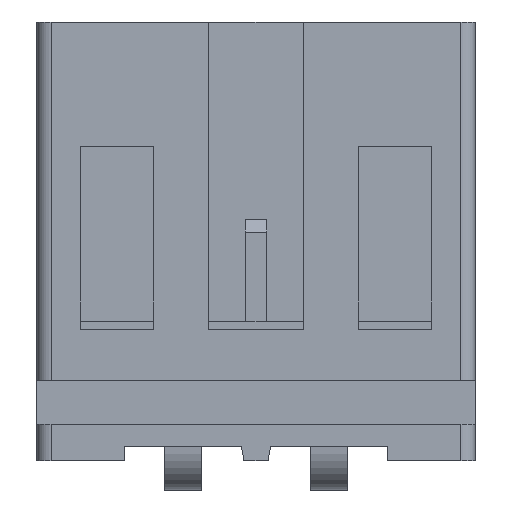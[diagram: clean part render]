
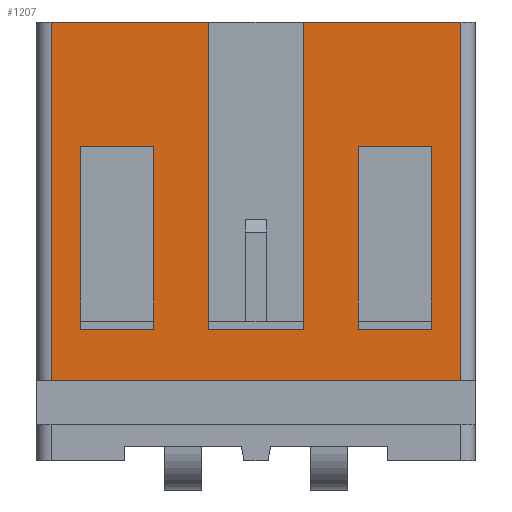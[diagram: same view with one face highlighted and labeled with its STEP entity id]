
A CAD part, front view. The second image highlights one B-rep face of the part: STEP entity #1207.
In plain terms, the highlighted planar face has unit normal (0, -1, 0).
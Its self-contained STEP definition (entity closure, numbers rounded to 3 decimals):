
#521 = EDGE_CURVE('',#522,#524,#526,.T.);
#522 = VERTEX_POINT('',#523);
#523 = CARTESIAN_POINT('',(-0.65,-2.35,1.8));
#524 = VERTEX_POINT('',#525);
#525 = CARTESIAN_POINT('',(0.65,-2.35,1.8));
#526 = LINE('',#527,#528);
#527 = CARTESIAN_POINT('',(-0.65,-2.35,1.8));
#528 = VECTOR('',#529,1.);
#529 = DIRECTION('',(1.,0.,0.));
#548 = VERTEX_POINT('',#549);
#549 = CARTESIAN_POINT('',(1.4,-2.35,1.8));
#555 = EDGE_CURVE('',#556,#548,#558,.T.);
#556 = VERTEX_POINT('',#557);
#557 = CARTESIAN_POINT('',(2.4,-2.35,1.8));
#558 = LINE('',#559,#560);
#559 = CARTESIAN_POINT('',(2.4,-2.35,1.8));
#560 = VECTOR('',#561,1.);
#561 = DIRECTION('',(-1.,0.,0.));
#658 = VERTEX_POINT('',#659);
#659 = CARTESIAN_POINT('',(-2.4,-2.35,1.8));
#665 = EDGE_CURVE('',#666,#658,#668,.T.);
#666 = VERTEX_POINT('',#667);
#667 = CARTESIAN_POINT('',(-1.4,-2.35,1.8));
#668 = LINE('',#669,#670);
#669 = CARTESIAN_POINT('',(-1.4,-2.35,1.8));
#670 = VECTOR('',#671,1.);
#671 = DIRECTION('',(-1.,0.,0.));
#1207 = ADVANCED_FACE('',(#1208,#1265,#1290),#1315,.F.);
#1208 = FACE_BOUND('',#1209,.F.);
#1209 = EDGE_LOOP('',(#1210,#1220,#1228,#1236,#1242,#1243,#1251,#1259));
#1210 = ORIENTED_EDGE('',*,*,#1211,.T.);
#1211 = EDGE_CURVE('',#1212,#1214,#1216,.T.);
#1212 = VERTEX_POINT('',#1213);
#1213 = CARTESIAN_POINT('',(2.8,-2.35,1.1));
#1214 = VERTEX_POINT('',#1215);
#1215 = CARTESIAN_POINT('',(-2.8,-2.35,1.1));
#1216 = LINE('',#1217,#1218);
#1217 = CARTESIAN_POINT('',(3.,-2.35,1.1));
#1218 = VECTOR('',#1219,1.);
#1219 = DIRECTION('',(-1.,0.,0.));
#1220 = ORIENTED_EDGE('',*,*,#1221,.T.);
#1221 = EDGE_CURVE('',#1214,#1222,#1224,.T.);
#1222 = VERTEX_POINT('',#1223);
#1223 = CARTESIAN_POINT('',(-2.8,-2.35,6.));
#1224 = LINE('',#1225,#1226);
#1225 = CARTESIAN_POINT('',(-2.8,-2.35,0.));
#1226 = VECTOR('',#1227,1.);
#1227 = DIRECTION('',(0.,0.,1.));
#1228 = ORIENTED_EDGE('',*,*,#1229,.T.);
#1229 = EDGE_CURVE('',#1222,#1230,#1232,.T.);
#1230 = VERTEX_POINT('',#1231);
#1231 = CARTESIAN_POINT('',(-0.65,-2.35,6.));
#1232 = LINE('',#1233,#1234);
#1233 = CARTESIAN_POINT('',(-2.8,-2.35,6.));
#1234 = VECTOR('',#1235,1.);
#1235 = DIRECTION('',(1.,0.,0.));
#1236 = ORIENTED_EDGE('',*,*,#1237,.T.);
#1237 = EDGE_CURVE('',#1230,#522,#1238,.T.);
#1238 = LINE('',#1239,#1240);
#1239 = CARTESIAN_POINT('',(-0.65,-2.35,6.));
#1240 = VECTOR('',#1241,1.);
#1241 = DIRECTION('',(-0.,-0.,-1.));
#1242 = ORIENTED_EDGE('',*,*,#521,.T.);
#1243 = ORIENTED_EDGE('',*,*,#1244,.F.);
#1244 = EDGE_CURVE('',#1245,#524,#1247,.T.);
#1245 = VERTEX_POINT('',#1246);
#1246 = CARTESIAN_POINT('',(0.65,-2.35,6.));
#1247 = LINE('',#1248,#1249);
#1248 = CARTESIAN_POINT('',(0.65,-2.35,6.));
#1249 = VECTOR('',#1250,1.);
#1250 = DIRECTION('',(-0.,-0.,-1.));
#1251 = ORIENTED_EDGE('',*,*,#1252,.T.);
#1252 = EDGE_CURVE('',#1245,#1253,#1255,.T.);
#1253 = VERTEX_POINT('',#1254);
#1254 = CARTESIAN_POINT('',(2.8,-2.35,6.));
#1255 = LINE('',#1256,#1257);
#1256 = CARTESIAN_POINT('',(-2.8,-2.35,6.));
#1257 = VECTOR('',#1258,1.);
#1258 = DIRECTION('',(1.,0.,0.));
#1259 = ORIENTED_EDGE('',*,*,#1260,.F.);
#1260 = EDGE_CURVE('',#1212,#1253,#1261,.T.);
#1261 = LINE('',#1262,#1263);
#1262 = CARTESIAN_POINT('',(2.8,-2.35,0.));
#1263 = VECTOR('',#1264,1.);
#1264 = DIRECTION('',(0.,0.,1.));
#1265 = FACE_BOUND('',#1266,.F.);
#1266 = EDGE_LOOP('',(#1267,#1275,#1283,#1289));
#1267 = ORIENTED_EDGE('',*,*,#1268,.F.);
#1268 = EDGE_CURVE('',#1269,#666,#1271,.T.);
#1269 = VERTEX_POINT('',#1270);
#1270 = CARTESIAN_POINT('',(-1.4,-2.35,4.3));
#1271 = LINE('',#1272,#1273);
#1272 = CARTESIAN_POINT('',(-1.4,-2.35,4.3));
#1273 = VECTOR('',#1274,1.);
#1274 = DIRECTION('',(0.,0.,-1.));
#1275 = ORIENTED_EDGE('',*,*,#1276,.F.);
#1276 = EDGE_CURVE('',#1277,#1269,#1279,.T.);
#1277 = VERTEX_POINT('',#1278);
#1278 = CARTESIAN_POINT('',(-2.4,-2.35,4.3));
#1279 = LINE('',#1280,#1281);
#1280 = CARTESIAN_POINT('',(-2.4,-2.35,4.3));
#1281 = VECTOR('',#1282,1.);
#1282 = DIRECTION('',(1.,0.,0.));
#1283 = ORIENTED_EDGE('',*,*,#1284,.F.);
#1284 = EDGE_CURVE('',#658,#1277,#1285,.T.);
#1285 = LINE('',#1286,#1287);
#1286 = CARTESIAN_POINT('',(-2.4,-2.35,1.8));
#1287 = VECTOR('',#1288,1.);
#1288 = DIRECTION('',(0.,0.,1.));
#1289 = ORIENTED_EDGE('',*,*,#665,.F.);
#1290 = FACE_BOUND('',#1291,.F.);
#1291 = EDGE_LOOP('',(#1292,#1300,#1308,#1314));
#1292 = ORIENTED_EDGE('',*,*,#1293,.F.);
#1293 = EDGE_CURVE('',#1294,#556,#1296,.T.);
#1294 = VERTEX_POINT('',#1295);
#1295 = CARTESIAN_POINT('',(2.4,-2.35,4.3));
#1296 = LINE('',#1297,#1298);
#1297 = CARTESIAN_POINT('',(2.4,-2.35,4.3));
#1298 = VECTOR('',#1299,1.);
#1299 = DIRECTION('',(0.,0.,-1.));
#1300 = ORIENTED_EDGE('',*,*,#1301,.F.);
#1301 = EDGE_CURVE('',#1302,#1294,#1304,.T.);
#1302 = VERTEX_POINT('',#1303);
#1303 = CARTESIAN_POINT('',(1.4,-2.35,4.3));
#1304 = LINE('',#1305,#1306);
#1305 = CARTESIAN_POINT('',(1.4,-2.35,4.3));
#1306 = VECTOR('',#1307,1.);
#1307 = DIRECTION('',(1.,0.,0.));
#1308 = ORIENTED_EDGE('',*,*,#1309,.F.);
#1309 = EDGE_CURVE('',#548,#1302,#1310,.T.);
#1310 = LINE('',#1311,#1312);
#1311 = CARTESIAN_POINT('',(1.4,-2.35,1.8));
#1312 = VECTOR('',#1313,1.);
#1313 = DIRECTION('',(0.,0.,1.));
#1314 = ORIENTED_EDGE('',*,*,#555,.F.);
#1315 = PLANE('',#1316);
#1316 = AXIS2_PLACEMENT_3D('',#1317,#1318,#1319);
#1317 = CARTESIAN_POINT('',(-2.8,-2.35,0.));
#1318 = DIRECTION('',(0.,1.,0.));
#1319 = DIRECTION('',(1.,0.,0.));
